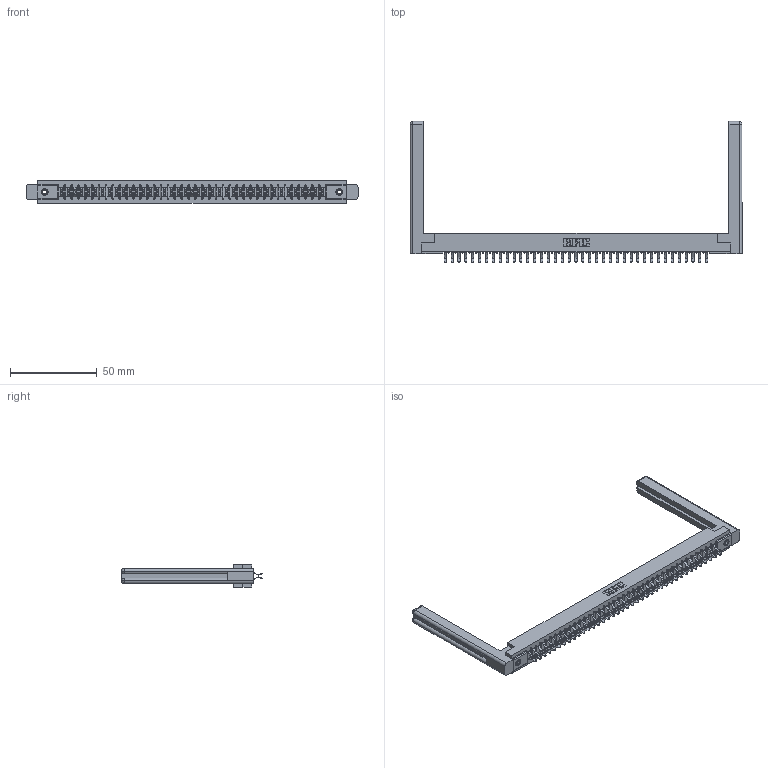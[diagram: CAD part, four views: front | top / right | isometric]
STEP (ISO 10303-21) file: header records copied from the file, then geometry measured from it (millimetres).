
FILE_DESCRIPTION (( 'STEP AP203' ), '1' );
FILE_NAME ('357-078-456-258.STEP', '2020-10-04T13:10:51', ( '' ), ( '' ), 'SwSTEP 2.0', 'SolidWorks 2020', '' );
FILE_SCHEMA (( 'CONFIG_CONTROL_DESIGN' ));
Length unit declared in the file: inch
Products named in the file (5): 307 Part_.156 Dia Mounting Holes; 307-290-001_556; 307-220-058; 345-250-001_345-250-001-102; 357-078-456-258
Assembly tree (83 placements, depth 2):
  357-078-456-258
    307 Part_.156 Dia Mounting Holes
    307-290-001_556  x78
    307-220-058  x2
    345-250-001_345-250-001-102  x2
Bounding box: 191.16 x 81.28 x 12.7 mm (x, y, z)
Volume: 27421.7 mm3; surface area: 29456.2 mm2
Topology: 83 solids, 83 shells, 4200 faces, 11753 edges, 7610 vertices
Faces by surface type: plane 2728, cylinder 1368, sphere 80, torus 12, cone 12
Entity records: 37789 total; most frequent: CARTESIAN_POINT 6202, ORIENTED_EDGE 6088, DIRECTION 6034, EDGE_CURVE 3044, LINE 2330, VECTOR 2330, VERTEX_POINT 1966, AXIS2_PLACEMENT_3D 1852
